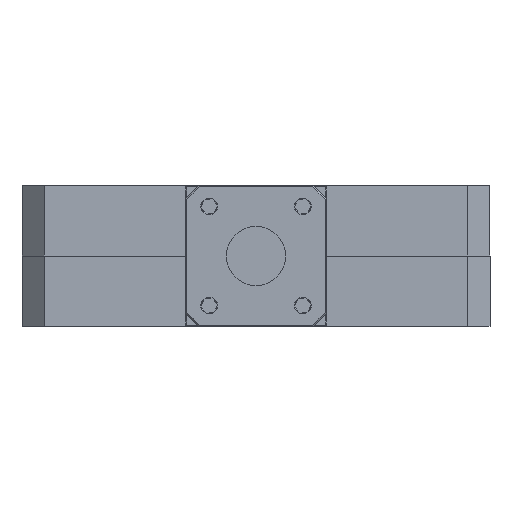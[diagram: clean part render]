
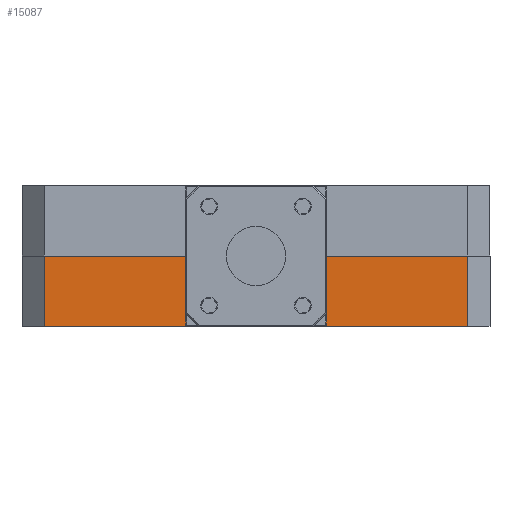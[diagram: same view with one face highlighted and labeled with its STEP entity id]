
A CAD part, left-side view. The second image highlights one B-rep face of the part: STEP entity #15087.
In plain terms, the highlighted planar face has unit normal (-1, 0, 0).
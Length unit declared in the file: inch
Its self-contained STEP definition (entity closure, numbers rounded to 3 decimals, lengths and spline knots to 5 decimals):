
#499 = VECTOR ( 'NONE', #9633, 39.37008 ) ;
#791 = EDGE_CURVE ( 'NONE', #14417, #31431, #9829, .T. ) ;
#1326 = CARTESIAN_POINT ( 'NONE',  ( -0.73658, 2.73306, 3.98495 ) ) ;
#1473 = AXIS2_PLACEMENT_3D ( 'NONE', #25154, #27914, #11427 ) ;
#1531 = DIRECTION ( 'NONE',  ( 0., 0., 1. ) ) ;
#1555 = CIRCLE ( 'NONE', #28051, 0.0445 ) ;
#1769 = CARTESIAN_POINT ( 'NONE',  ( -0.73658, 2.34306, 3.81545 ) ) ;
#2289 = VERTEX_POINT ( 'NONE', #23722 ) ;
#2779 = ORIENTED_EDGE ( 'NONE', *, *, #15541, .T. ) ;
#3168 = ORIENTED_EDGE ( 'NONE', *, *, #16637, .F. ) ;
#3339 = LINE ( 'NONE', #3837, #7644 ) ;
#3499 = ORIENTED_EDGE ( 'NONE', *, *, #31992, .T. ) ;
#3606 = CARTESIAN_POINT ( 'NONE',  ( -0.73658, 1.46306, 4.31245 ) ) ;
#3837 = CARTESIAN_POINT ( 'NONE',  ( -0.73658, 2.59306, 3.98495 ) ) ;
#4170 = EDGE_CURVE ( 'NONE', #5026, #31431, #24372, .T. ) ;
#4191 = CARTESIAN_POINT ( 'NONE',  ( -0.73658, 3.24306, 4.49995 ) ) ;
#4922 = FACE_OUTER_BOUND ( 'NONE', #22114, .T. ) ;
#5011 = ORIENTED_EDGE ( 'NONE', *, *, #17776, .F. ) ;
#5026 = VERTEX_POINT ( 'NONE', #20168 ) ;
#5321 = ORIENTED_EDGE ( 'NONE', *, *, #4170, .F. ) ;
#6272 = CARTESIAN_POINT ( 'NONE',  ( -0.73658, 3.72306, 4.12495 ) ) ;
#6403 = VECTOR ( 'NONE', #26923, 39.37008 ) ;
#6711 = ORIENTED_EDGE ( 'NONE', *, *, #23287, .F. ) ;
#7644 = VECTOR ( 'NONE', #33650, 39.37008 ) ;
#7646 = AXIS2_PLACEMENT_3D ( 'NONE', #4191, #9490, #26317 ) ;
#7739 = DIRECTION ( 'NONE',  ( 0., 0., 1. ) ) ;
#8092 = EDGE_CURVE ( 'NONE', #2289, #25482, #18881, .T. ) ;
#8399 = CARTESIAN_POINT ( 'NONE',  ( -0.73658, 2.34306, 3.85995 ) ) ;
#8480 = CARTESIAN_POINT ( 'NONE',  ( -0.73658, 2.45306, 4.12495 ) ) ;
#9490 = DIRECTION ( 'NONE',  ( -1., 0., 0. ) ) ;
#9633 = DIRECTION ( 'NONE',  ( 0., 0., 1. ) ) ;
#9793 = VECTOR ( 'NONE', #15825, 39.37008 ) ;
#9829 = LINE ( 'NONE', #10063, #6403 ) ;
#10063 = CARTESIAN_POINT ( 'NONE',  ( -0.73658, 3.24306, 4.12495 ) ) ;
#10509 = CARTESIAN_POINT ( 'NONE',  ( -0.73658, 2.45306, 3.98495 ) ) ;
#10609 = CARTESIAN_POINT ( 'NONE',  ( -0.73658, 1.46306, 3.74995 ) ) ;
#11396 = CARTESIAN_POINT ( 'NONE',  ( -0.73658, 2.34306, 3.90445 ) ) ;
#11427 = DIRECTION ( 'NONE',  ( 0., 0., 1. ) ) ;
#11968 = EDGE_CURVE ( 'NONE', #32326, #27189, #12832, .T. ) ;
#12021 = CIRCLE ( 'NONE', #1473, 0.0445 ) ;
#12379 = EDGE_CURVE ( 'NONE', #5026, #27189, #16228, .T. ) ;
#12626 = CARTESIAN_POINT ( 'NONE',  ( -0.73658, 2.45306, 4.49995 ) ) ;
#12790 = DIRECTION ( 'NONE',  ( 0., 1., 0. ) ) ;
#12832 = LINE ( 'NONE', #3606, #35631 ) ;
#12915 = CARTESIAN_POINT ( 'NONE',  ( -0.73658, 3.24306, 4.12495 ) ) ;
#13433 = CARTESIAN_POINT ( 'NONE',  ( -0.73658, 1.59306, 3.74995 ) ) ;
#14417 = VERTEX_POINT ( 'NONE', #19074 ) ;
#15004 = VERTEX_POINT ( 'NONE', #8480 ) ;
#15087 = ADVANCED_FACE ( 'NONE', ( #35016, #29454, #4922 ), #23563, .T. ) ;
#15105 = CARTESIAN_POINT ( 'NONE',  ( -0.73658, 2.84306, 3.85995 ) ) ;
#15541 = EDGE_CURVE ( 'NONE', #32326, #15004, #32424, .T. ) ;
#15825 = DIRECTION ( 'NONE',  ( 0., -1., 0. ) ) ;
#16030 = EDGE_CURVE ( 'NONE', #15004, #16660, #30694, .T. ) ;
#16228 = LINE ( 'NONE', #13433, #9793 ) ;
#16637 = EDGE_CURVE ( 'NONE', #17645, #17864, #31086, .T. ) ;
#16660 = VERTEX_POINT ( 'NONE', #10509 ) ;
#17645 = VERTEX_POINT ( 'NONE', #1769 ) ;
#17719 = ORIENTED_EDGE ( 'NONE', *, *, #11968, .F. ) ;
#17776 = EDGE_CURVE ( 'NONE', #17864, #17645, #1555, .T. ) ;
#17864 = VERTEX_POINT ( 'NONE', #11396 ) ;
#18222 = DIRECTION ( 'NONE',  ( 0., 0., 1. ) ) ;
#18238 = DIRECTION ( 'NONE',  ( -1., 0., 0. ) ) ;
#18279 = DIRECTION ( 'NONE',  ( 0., 0., -1. ) ) ;
#18881 = CIRCLE ( 'NONE', #28938, 0.0445 ) ;
#19074 = CARTESIAN_POINT ( 'NONE',  ( -0.73658, 2.73306, 4.12495 ) ) ;
#19453 = LINE ( 'NONE', #33917, #499 ) ;
#20168 = CARTESIAN_POINT ( 'NONE',  ( -0.73658, 3.72306, 3.74995 ) ) ;
#20773 = VERTEX_POINT ( 'NONE', #1326 ) ;
#21068 = ORIENTED_EDGE ( 'NONE', *, *, #12379, .T. ) ;
#21359 = VECTOR ( 'NONE', #18222, 39.37008 ) ;
#21658 = VECTOR ( 'NONE', #18279, 39.37008 ) ;
#22114 = EDGE_LOOP ( 'NONE', ( #3499, #30676, #5321, #21068, #17719, #2779, #33772, #6711 ) ) ;
#22371 = DIRECTION ( 'NONE',  ( 0., 0., -1. ) ) ;
#23287 = EDGE_CURVE ( 'NONE', #20773, #16660, #3339, .T. ) ;
#23563 = PLANE ( 'NONE',  #7646 ) ;
#23722 = CARTESIAN_POINT ( 'NONE',  ( -0.73658, 2.84306, 3.90445 ) ) ;
#24372 = LINE ( 'NONE', #34426, #21359 ) ;
#24577 = ORIENTED_EDGE ( 'NONE', *, *, #8092, .F. ) ;
#24787 = CARTESIAN_POINT ( 'NONE',  ( -0.73658, 1.46306, 4.12495 ) ) ;
#25154 = CARTESIAN_POINT ( 'NONE',  ( -0.73658, 2.84306, 3.85995 ) ) ;
#25482 = VERTEX_POINT ( 'NONE', #34525 ) ;
#26317 = DIRECTION ( 'NONE',  ( 0., -1., 0. ) ) ;
#26923 = DIRECTION ( 'NONE',  ( 0., 1., 0. ) ) ;
#27189 = VERTEX_POINT ( 'NONE', #10609 ) ;
#27524 = DIRECTION ( 'NONE',  ( 0., 0., 1. ) ) ;
#27914 = DIRECTION ( 'NONE',  ( -1., 0., 0. ) ) ;
#28051 = AXIS2_PLACEMENT_3D ( 'NONE', #8399, #33120, #27524 ) ;
#28938 = AXIS2_PLACEMENT_3D ( 'NONE', #15105, #18238, #1531 ) ;
#29454 = FACE_BOUND ( 'NONE', #31536, .T. ) ;
#29621 = DIRECTION ( 'NONE',  ( -1., 0., 0. ) ) ;
#30280 = VECTOR ( 'NONE', #12790, 39.37008 ) ;
#30676 = ORIENTED_EDGE ( 'NONE', *, *, #791, .T. ) ;
#30694 = LINE ( 'NONE', #12626, #21658 ) ;
#31086 = CIRCLE ( 'NONE', #35126, 0.0445 ) ;
#31431 = VERTEX_POINT ( 'NONE', #6272 ) ;
#31536 = EDGE_LOOP ( 'NONE', ( #5011, #3168 ) ) ;
#31540 = ORIENTED_EDGE ( 'NONE', *, *, #33306, .F. ) ;
#31992 = EDGE_CURVE ( 'NONE', #20773, #14417, #19453, .T. ) ;
#32136 = CARTESIAN_POINT ( 'NONE',  ( -0.73658, 2.34306, 3.85995 ) ) ;
#32326 = VERTEX_POINT ( 'NONE', #24787 ) ;
#32424 = LINE ( 'NONE', #12915, #30280 ) ;
#33120 = DIRECTION ( 'NONE',  ( -1., 0., 0. ) ) ;
#33306 = EDGE_CURVE ( 'NONE', #25482, #2289, #12021, .T. ) ;
#33650 = DIRECTION ( 'NONE',  ( 0., -1., 0. ) ) ;
#33772 = ORIENTED_EDGE ( 'NONE', *, *, #16030, .T. ) ;
#33917 = CARTESIAN_POINT ( 'NONE',  ( -0.73658, 2.73306, 4.49995 ) ) ;
#34426 = CARTESIAN_POINT ( 'NONE',  ( -0.73658, 3.72306, 4.31245 ) ) ;
#34525 = CARTESIAN_POINT ( 'NONE',  ( -0.73658, 2.84306, 3.81545 ) ) ;
#35016 = FACE_BOUND ( 'NONE', #35319, .T. ) ;
#35126 = AXIS2_PLACEMENT_3D ( 'NONE', #32136, #29621, #7739 ) ;
#35319 = EDGE_LOOP ( 'NONE', ( #24577, #31540 ) ) ;
#35631 = VECTOR ( 'NONE', #22371, 39.37008 ) ;
